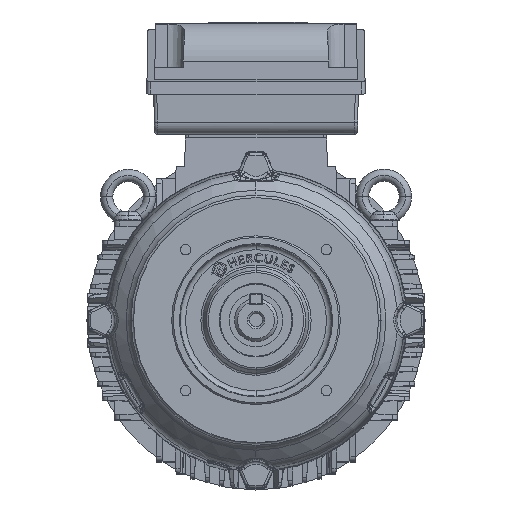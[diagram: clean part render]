
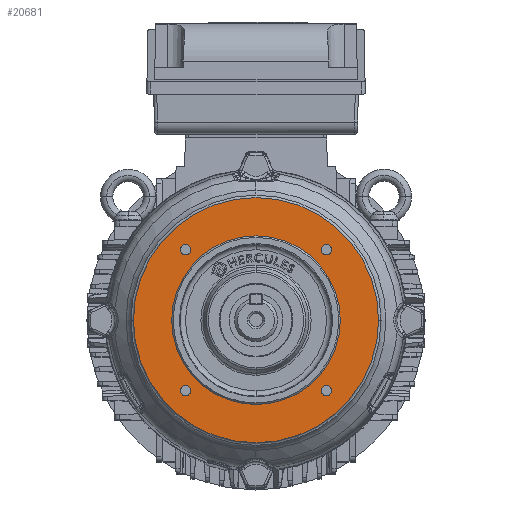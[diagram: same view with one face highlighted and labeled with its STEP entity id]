
A CAD part, top view. The second image highlights one B-rep face of the part: STEP entity #20681.
In plain terms, the highlighted planar face has unit normal (0, 0, 1).
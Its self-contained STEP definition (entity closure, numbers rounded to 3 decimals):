
#2298 = DIRECTION ( 'NONE',  ( 1., 0., 0. ) ) ;
#2312 = VERTEX_POINT ( 'NONE', #45873 ) ;
#3206 = EDGE_LOOP ( 'NONE', ( #20683, #64118 ) ) ;
#3376 = DIRECTION ( 'NONE',  ( 1., 0., 0. ) ) ;
#3834 = CIRCLE ( 'NONE', #12644, 55. ) ;
#4270 = EDGE_CURVE ( 'NONE', #60054, #53701, #33706, .T. ) ;
#4714 = AXIS2_PLACEMENT_3D ( 'NONE', #27874, #34086, #44488 ) ;
#5521 = FACE_BOUND ( 'NONE', #3206, .T. ) ;
#6030 = AXIS2_PLACEMENT_3D ( 'NONE', #47603, #37178, #32012 ) ;
#6569 = ORIENTED_EDGE ( 'NONE', *, *, #31755, .F. ) ;
#7689 = DIRECTION ( 'NONE',  ( 0., 0., 1. ) ) ;
#7879 = CARTESIAN_POINT ( 'NONE',  ( 0., 0., 76. ) ) ;
#9173 = EDGE_CURVE ( 'NONE', #53701, #60054, #48550, .T. ) ;
#10712 = FACE_BOUND ( 'NONE', #53852, .T. ) ;
#11370 = AXIS2_PLACEMENT_3D ( 'NONE', #14418, #15427, #3376 ) ;
#11733 = CARTESIAN_POINT ( 'NONE',  ( 49.362, -45.962, 76. ) ) ;
#11768 = EDGE_LOOP ( 'NONE', ( #50607, #55943 ) ) ;
#12049 = VERTEX_POINT ( 'NONE', #14925 ) ;
#12404 = AXIS2_PLACEMENT_3D ( 'NONE', #54897, #49689, #23330 ) ;
#12623 = CIRCLE ( 'NONE', #6030, 3.4 ) ;
#12644 = AXIS2_PLACEMENT_3D ( 'NONE', #7879, #32839, #65150 ) ;
#12739 = DIRECTION ( 'NONE',  ( -1., 0., 0. ) ) ;
#12878 = AXIS2_PLACEMENT_3D ( 'NONE', #45227, #13673, #55968 ) ;
#13077 = DIRECTION ( 'NONE',  ( 0., 0., -1. ) ) ;
#13673 = DIRECTION ( 'NONE',  ( 0., 0., 1. ) ) ;
#13778 = VERTEX_POINT ( 'NONE', #51225 ) ;
#14418 = CARTESIAN_POINT ( 'NONE',  ( -45.962, 45.962, 76. ) ) ;
#14734 = CARTESIAN_POINT ( 'NONE',  ( -80., 0., 76. ) ) ;
#14925 = CARTESIAN_POINT ( 'NONE',  ( 42.562, -45.962, 76. ) ) ;
#15225 = EDGE_CURVE ( 'NONE', #16497, #64421, #60125, .T. ) ;
#15427 = DIRECTION ( 'NONE',  ( 0., 0., 1. ) ) ;
#16497 = VERTEX_POINT ( 'NONE', #20222 ) ;
#16886 = CARTESIAN_POINT ( 'NONE',  ( -42.562, -45.962, 76. ) ) ;
#17495 = CARTESIAN_POINT ( 'NONE',  ( 0., 0., 76. ) ) ;
#17536 = CIRCLE ( 'NONE', #56305, 80. ) ;
#18145 = CARTESIAN_POINT ( 'NONE',  ( -55., 0., 76. ) ) ;
#18692 = EDGE_LOOP ( 'NONE', ( #6569, #46315 ) ) ;
#19360 = AXIS2_PLACEMENT_3D ( 'NONE', #29672, #55676, #65802 ) ;
#19378 = DIRECTION ( 'NONE',  ( 1., 0., 0. ) ) ;
#20222 = CARTESIAN_POINT ( 'NONE',  ( -49.362, 45.962, 76. ) ) ;
#20681 = ADVANCED_FACE ( 'NONE', ( #20752, #41902, #10712, #52985, #5521, #22450 ), #43597, .F. ) ;
#20683 = ORIENTED_EDGE ( 'NONE', *, *, #51627, .F. ) ;
#20752 = FACE_BOUND ( 'NONE', #46238, .T. ) ;
#22450 = FACE_OUTER_BOUND ( 'NONE', #41719, .T. ) ;
#22810 = CIRCLE ( 'NONE', #12878, 3.4 ) ;
#23330 = DIRECTION ( 'NONE',  ( 1., 0., 0. ) ) ;
#23463 = CIRCLE ( 'NONE', #12404, 3.4 ) ;
#23581 = CARTESIAN_POINT ( 'NONE',  ( 0., 0., 76. ) ) ;
#24865 = DIRECTION ( 'NONE',  ( 0., 0., 1. ) ) ;
#25635 = CIRCLE ( 'NONE', #51115, 3.4 ) ;
#27512 = CARTESIAN_POINT ( 'NONE',  ( -49.362, -45.962, 76. ) ) ;
#27874 = CARTESIAN_POINT ( 'NONE',  ( 45.962, -45.962, 76. ) ) ;
#28392 = EDGE_CURVE ( 'NONE', #56027, #45213, #25635, .T. ) ;
#28796 = DIRECTION ( 'NONE',  ( 1., 0., 0. ) ) ;
#29042 = VERTEX_POINT ( 'NONE', #18145 ) ;
#29672 = CARTESIAN_POINT ( 'NONE',  ( -45.962, -45.962, 76. ) ) ;
#30666 = AXIS2_PLACEMENT_3D ( 'NONE', #44622, #13077, #12739 ) ;
#31066 = ORIENTED_EDGE ( 'NONE', *, *, #67742, .T. ) ;
#31548 = ORIENTED_EDGE ( 'NONE', *, *, #4270, .F. ) ;
#31755 = EDGE_CURVE ( 'NONE', #63989, #12049, #12623, .T. ) ;
#32012 = DIRECTION ( 'NONE',  ( 1., 0., 0. ) ) ;
#32839 = DIRECTION ( 'NONE',  ( 0., 0., 1. ) ) ;
#33706 = CIRCLE ( 'NONE', #19360, 3.4 ) ;
#34086 = DIRECTION ( 'NONE',  ( 0., 0., 1. ) ) ;
#34179 = CARTESIAN_POINT ( 'NONE',  ( 42.562, 45.962, 76. ) ) ;
#36246 = CARTESIAN_POINT ( 'NONE',  ( 49.362, 45.962, 76. ) ) ;
#36367 = AXIS2_PLACEMENT_3D ( 'NONE', #50238, #66273, #19378 ) ;
#36631 = CARTESIAN_POINT ( 'NONE',  ( 45.962, 45.962, 76. ) ) ;
#36680 = ORIENTED_EDGE ( 'NONE', *, *, #44376, .T. ) ;
#37178 = DIRECTION ( 'NONE',  ( 0., 0., 1. ) ) ;
#37545 = DIRECTION ( 'NONE',  ( 1., 0., 0. ) ) ;
#39887 = ORIENTED_EDGE ( 'NONE', *, *, #68409, .F. ) ;
#40466 = CARTESIAN_POINT ( 'NONE',  ( 0., 0., 76. ) ) ;
#41719 = EDGE_LOOP ( 'NONE', ( #31066, #36680 ) ) ;
#41902 = FACE_BOUND ( 'NONE', #18692, .T. ) ;
#41997 = VERTEX_POINT ( 'NONE', #14734 ) ;
#43597 = PLANE ( 'NONE',  #30666 ) ;
#43875 = CARTESIAN_POINT ( 'NONE',  ( -42.562, 45.962, 76. ) ) ;
#44376 = EDGE_CURVE ( 'NONE', #41997, #13778, #48381, .T. ) ;
#44488 = DIRECTION ( 'NONE',  ( 1., 0., 0. ) ) ;
#44622 = CARTESIAN_POINT ( 'NONE',  ( 0., 0., 76. ) ) ;
#45213 = VERTEX_POINT ( 'NONE', #36246 ) ;
#45227 = CARTESIAN_POINT ( 'NONE',  ( -45.962, 45.962, 76. ) ) ;
#45873 = CARTESIAN_POINT ( 'NONE',  ( 55., 0., 76. ) ) ;
#46238 = EDGE_LOOP ( 'NONE', ( #39887, #62863 ) ) ;
#46315 = ORIENTED_EDGE ( 'NONE', *, *, #51601, .F. ) ;
#47325 = AXIS2_PLACEMENT_3D ( 'NONE', #23581, #7689, #28796 ) ;
#47603 = CARTESIAN_POINT ( 'NONE',  ( 45.962, -45.962, 76. ) ) ;
#48381 = CIRCLE ( 'NONE', #67280, 80. ) ;
#48550 = CIRCLE ( 'NONE', #36367, 3.4 ) ;
#49689 = DIRECTION ( 'NONE',  ( 0., 0., 1. ) ) ;
#50238 = CARTESIAN_POINT ( 'NONE',  ( -45.962, -45.962, 76. ) ) ;
#50607 = ORIENTED_EDGE ( 'NONE', *, *, #61610, .F. ) ;
#51115 = AXIS2_PLACEMENT_3D ( 'NONE', #36631, #57819, #53629 ) ;
#51225 = CARTESIAN_POINT ( 'NONE',  ( 80., 0., 76. ) ) ;
#51601 = EDGE_CURVE ( 'NONE', #12049, #63989, #60032, .T. ) ;
#51627 = EDGE_CURVE ( 'NONE', #45213, #56027, #23463, .T. ) ;
#52985 = FACE_BOUND ( 'NONE', #11768, .T. ) ;
#53629 = DIRECTION ( 'NONE',  ( 1., 0., 0. ) ) ;
#53701 = VERTEX_POINT ( 'NONE', #27512 ) ;
#53852 = EDGE_LOOP ( 'NONE', ( #31548, #59419 ) ) ;
#54897 = CARTESIAN_POINT ( 'NONE',  ( 45.962, 45.962, 76. ) ) ;
#55676 = DIRECTION ( 'NONE',  ( 0., 0., 1. ) ) ;
#55943 = ORIENTED_EDGE ( 'NONE', *, *, #15225, .F. ) ;
#55968 = DIRECTION ( 'NONE',  ( 1., 0., 0. ) ) ;
#56027 = VERTEX_POINT ( 'NONE', #34179 ) ;
#56305 = AXIS2_PLACEMENT_3D ( 'NONE', #40466, #24865, #37545 ) ;
#56653 = EDGE_CURVE ( 'NONE', #29042, #2312, #3834, .T. ) ;
#57819 = DIRECTION ( 'NONE',  ( 0., 0., 1. ) ) ;
#59419 = ORIENTED_EDGE ( 'NONE', *, *, #9173, .F. ) ;
#60032 = CIRCLE ( 'NONE', #4714, 3.4 ) ;
#60054 = VERTEX_POINT ( 'NONE', #16886 ) ;
#60125 = CIRCLE ( 'NONE', #11370, 3.4 ) ;
#61610 = EDGE_CURVE ( 'NONE', #64421, #16497, #22810, .T. ) ;
#62863 = ORIENTED_EDGE ( 'NONE', *, *, #56653, .F. ) ;
#63989 = VERTEX_POINT ( 'NONE', #11733 ) ;
#64118 = ORIENTED_EDGE ( 'NONE', *, *, #28392, .F. ) ;
#64123 = CIRCLE ( 'NONE', #47325, 55. ) ;
#64421 = VERTEX_POINT ( 'NONE', #43875 ) ;
#64707 = DIRECTION ( 'NONE',  ( 0., 0., 1. ) ) ;
#65150 = DIRECTION ( 'NONE',  ( 1., 0., 0. ) ) ;
#65802 = DIRECTION ( 'NONE',  ( 1., 0., 0. ) ) ;
#66273 = DIRECTION ( 'NONE',  ( 0., 0., 1. ) ) ;
#67280 = AXIS2_PLACEMENT_3D ( 'NONE', #17495, #64707, #2298 ) ;
#67742 = EDGE_CURVE ( 'NONE', #13778, #41997, #17536, .T. ) ;
#68409 = EDGE_CURVE ( 'NONE', #2312, #29042, #64123, .T. ) ;
